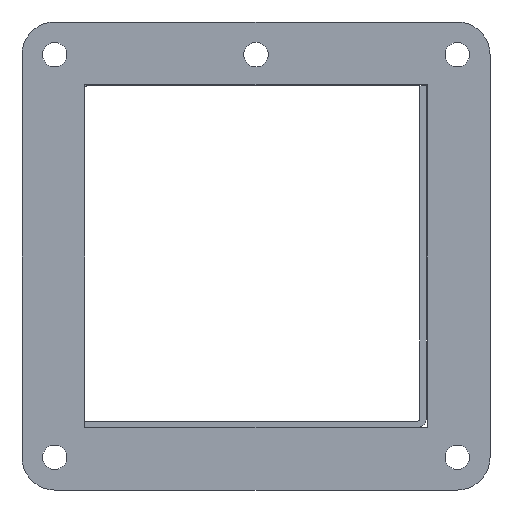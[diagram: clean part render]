
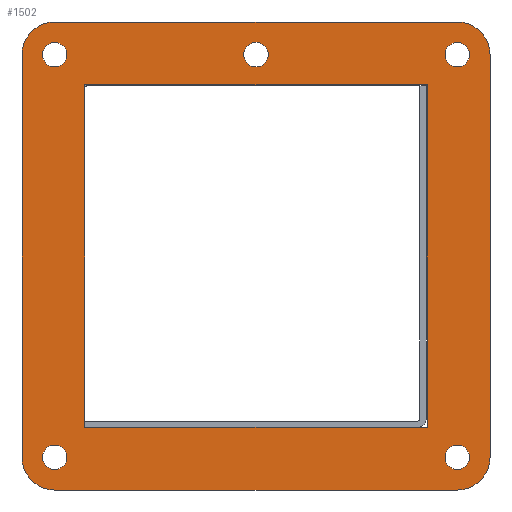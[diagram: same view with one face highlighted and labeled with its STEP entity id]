
A CAD part, front view. The second image highlights one B-rep face of the part: STEP entity #1502.
In plain terms, the highlighted planar face has unit normal (0, -1, 0).
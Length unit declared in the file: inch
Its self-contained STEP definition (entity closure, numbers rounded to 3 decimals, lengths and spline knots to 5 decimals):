
#28 = CARTESIAN_POINT ( 'NONE',  ( 4.011, -0.125, -0.058 ) ) ;
#29 = FACE_BOUND ( 'NONE', #753, .T. ) ;
#35 = VERTEX_POINT ( 'NONE', #1825 ) ;
#42 = ORIENTED_EDGE ( 'NONE', *, *, #816, .T. ) ;
#43 = CIRCLE ( 'NONE', #997, 0.1405 ) ;
#46 = CARTESIAN_POINT ( 'NONE',  ( -0.271, -0.125, -4.34 ) ) ;
#50 = DIRECTION ( 'NONE',  ( -1., 0., 0. ) ) ;
#51 = DIRECTION ( 'NONE',  ( 0., 0., 1. ) ) ;
#59 = CARTESIAN_POINT ( 'NONE',  ( -0.271, -0.125, -3.997 ) ) ;
#69 = CARTESIAN_POINT ( 'NONE',  ( 4.354, -0.125, -4.4805 ) ) ;
#74 = CIRCLE ( 'NONE', #217, 0.375 ) ;
#117 = VERTEX_POINT ( 'NONE', #133 ) ;
#123 = DIRECTION ( 'NONE',  ( 0., -1., 0. ) ) ;
#133 = CARTESIAN_POINT ( 'NONE',  ( 4.354, -0.125, -4.715 ) ) ;
#134 = ORIENTED_EDGE ( 'NONE', *, *, #1564, .T. ) ;
#139 = DIRECTION ( 'NONE',  ( 0., 0., -1. ) ) ;
#148 = DIRECTION ( 'NONE',  ( 0., 0., -1. ) ) ;
#163 = CIRCLE ( 'NONE', #1240, 0.1405 ) ;
#181 = DIRECTION ( 'NONE',  ( 0., -1., 0. ) ) ;
#200 = DIRECTION ( 'NONE',  ( 0., 0., -1. ) ) ;
#217 = AXIS2_PLACEMENT_3D ( 'NONE', #881, #1465, #743 ) ;
#222 = EDGE_LOOP ( 'NONE', ( #405 ) ) ;
#225 = VECTOR ( 'NONE', #718, 39.37008 ) ;
#236 = ORIENTED_EDGE ( 'NONE', *, *, #1092, .T. ) ;
#244 = CARTESIAN_POINT ( 'NONE',  ( -0.271, -0.125, 0.66 ) ) ;
#285 = VECTOR ( 'NONE', #482, 39.37008 ) ;
#288 = CARTESIAN_POINT ( 'NONE',  ( -0.271, -0.125, -0.058 ) ) ;
#300 = CARTESIAN_POINT ( 'NONE',  ( -0.646, -0.125, 0.285 ) ) ;
#304 = LINE ( 'NONE', #468, #1034 ) ;
#317 = DIRECTION ( 'NONE',  ( 0., 0., 1. ) ) ;
#318 = CARTESIAN_POINT ( 'NONE',  ( -0.271, -0.125, 0.285 ) ) ;
#319 = LINE ( 'NONE', #1758, #1513 ) ;
#328 = CARTESIAN_POINT ( 'NONE',  ( -0.271, -0.125, 0.66 ) ) ;
#329 = VERTEX_POINT ( 'NONE', #667 ) ;
#349 = AXIS2_PLACEMENT_3D ( 'NONE', #681, #123, #692 ) ;
#356 = ORIENTED_EDGE ( 'NONE', *, *, #937, .T. ) ;
#372 = CARTESIAN_POINT ( 'NONE',  ( 4.729, -0.125, -4.34 ) ) ;
#380 = ORIENTED_EDGE ( 'NONE', *, *, #429, .T. ) ;
#389 = VERTEX_POINT ( 'NONE', #1690 ) ;
#405 = ORIENTED_EDGE ( 'NONE', *, *, #882, .T. ) ;
#410 = ORIENTED_EDGE ( 'NONE', *, *, #1839, .T. ) ;
#411 = CARTESIAN_POINT ( 'NONE',  ( 4.354, -0.125, -4.34 ) ) ;
#420 = CARTESIAN_POINT ( 'NONE',  ( 4.354, -0.125, 0.285 ) ) ;
#429 = EDGE_CURVE ( 'NONE', #117, #329, #525, .T. ) ;
#438 = AXIS2_PLACEMENT_3D ( 'NONE', #420, #1600, #317 ) ;
#441 = CIRCLE ( 'NONE', #1100, 0.1405 ) ;
#468 = CARTESIAN_POINT ( 'NONE',  ( -0.271, -0.125, -4.715 ) ) ;
#481 = EDGE_CURVE ( 'NONE', #776, #776, #858, .T. ) ;
#482 = DIRECTION ( 'NONE',  ( 0., 0., 1. ) ) ;
#485 = LINE ( 'NONE', #372, #1195 ) ;
#487 = AXIS2_PLACEMENT_3D ( 'NONE', #46, #181, #1325 ) ;
#498 = ORIENTED_EDGE ( 'NONE', *, *, #1425, .T. ) ;
#523 = DIRECTION ( 'NONE',  ( -1., 0., 0. ) ) ;
#525 = CIRCLE ( 'NONE', #1788, 0.375 ) ;
#541 = CARTESIAN_POINT ( 'NONE',  ( 4.354, -0.125, 0.285 ) ) ;
#549 = EDGE_LOOP ( 'NONE', ( #564 ) ) ;
#564 = ORIENTED_EDGE ( 'NONE', *, *, #481, .T. ) ;
#565 = EDGE_CURVE ( 'NONE', #798, #389, #319, .T. ) ;
#573 = ORIENTED_EDGE ( 'NONE', *, *, #565, .T. ) ;
#595 = FACE_OUTER_BOUND ( 'NONE', #1541, .T. ) ;
#612 = PLANE ( 'NONE',  #487 ) ;
#622 = EDGE_LOOP ( 'NONE', ( #573, #1203, #1765, #1514 ) ) ;
#623 = CARTESIAN_POINT ( 'NONE',  ( 0.072, -0.125, -0.058 ) ) ;
#648 = LINE ( 'NONE', #781, #285 ) ;
#667 = CARTESIAN_POINT ( 'NONE',  ( 4.729, -0.125, -4.34 ) ) ;
#670 = EDGE_CURVE ( 'NONE', #1126, #798, #1461, .T. ) ;
#681 = CARTESIAN_POINT ( 'NONE',  ( -0.271, -0.125, -4.34 ) ) ;
#692 = DIRECTION ( 'NONE',  ( 0., 0., 1. ) ) ;
#718 = DIRECTION ( 'NONE',  ( 1., 0., 0. ) ) ;
#726 = EDGE_CURVE ( 'NONE', #35, #1071, #797, .T. ) ;
#728 = DIRECTION ( 'NONE',  ( 0., 1., 0. ) ) ;
#743 = DIRECTION ( 'NONE',  ( 0., 0., 1. ) ) ;
#745 = VERTEX_POINT ( 'NONE', #1170 ) ;
#753 = EDGE_LOOP ( 'NONE', ( #236 ) ) ;
#776 = VERTEX_POINT ( 'NONE', #69 ) ;
#781 = CARTESIAN_POINT ( 'NONE',  ( 0.072, -0.125, -4.34 ) ) ;
#797 = CIRCLE ( 'NONE', #438, 0.375 ) ;
#798 = VERTEX_POINT ( 'NONE', #28 ) ;
#808 = ORIENTED_EDGE ( 'NONE', *, *, #726, .T. ) ;
#816 = EDGE_CURVE ( 'NONE', #1802, #1802, #441, .T. ) ;
#827 = ORIENTED_EDGE ( 'NONE', *, *, #832, .T. ) ;
#832 = EDGE_CURVE ( 'NONE', #1404, #1290, #1721, .T. ) ;
#854 = DIRECTION ( 'NONE',  ( 0., 1., 0. ) ) ;
#857 = EDGE_LOOP ( 'NONE', ( #498 ) ) ;
#858 = CIRCLE ( 'NONE', #1545, 0.1405 ) ;
#870 = CARTESIAN_POINT ( 'NONE',  ( 4.354, -0.125, -4.34 ) ) ;
#873 = DIRECTION ( 'NONE',  ( 1., 0., 0. ) ) ;
#881 = CARTESIAN_POINT ( 'NONE',  ( -0.271, -0.125, 0.285 ) ) ;
#882 = EDGE_CURVE ( 'NONE', #1500, #1500, #1400, .T. ) ;
#937 = EDGE_CURVE ( 'NONE', #1290, #1681, #1669, .T. ) ;
#981 = DIRECTION ( 'NONE',  ( 0., -1., 0. ) ) ;
#982 = CARTESIAN_POINT ( 'NONE',  ( -0.646, -0.125, -4.34 ) ) ;
#997 = AXIS2_PLACEMENT_3D ( 'NONE', #318, #728, #1585 ) ;
#1005 = VECTOR ( 'NONE', #1267, 39.37008 ) ;
#1034 = VECTOR ( 'NONE', #873, 39.37008 ) ;
#1042 = DIRECTION ( 'NONE',  ( 0., 1., 0. ) ) ;
#1059 = CARTESIAN_POINT ( 'NONE',  ( 2.041, -0.125, 0.1445 ) ) ;
#1071 = VERTEX_POINT ( 'NONE', #1614 ) ;
#1092 = EDGE_CURVE ( 'NONE', #1508, #1508, #163, .T. ) ;
#1100 = AXIS2_PLACEMENT_3D ( 'NONE', #541, #854, #1429 ) ;
#1103 = ORIENTED_EDGE ( 'NONE', *, *, #1645, .T. ) ;
#1126 = VERTEX_POINT ( 'NONE', #623 ) ;
#1140 = EDGE_CURVE ( 'NONE', #745, #1126, #648, .T. ) ;
#1153 = VECTOR ( 'NONE', #523, 39.37008 ) ;
#1155 = DIRECTION ( 'NONE',  ( 0., 0., -1. ) ) ;
#1170 = CARTESIAN_POINT ( 'NONE',  ( 0.072, -0.125, -3.997 ) ) ;
#1171 = FACE_BOUND ( 'NONE', #549, .T. ) ;
#1178 = FACE_BOUND ( 'NONE', #1608, .T. ) ;
#1195 = VECTOR ( 'NONE', #51, 39.37008 ) ;
#1203 = ORIENTED_EDGE ( 'NONE', *, *, #1706, .T. ) ;
#1219 = VERTEX_POINT ( 'NONE', #1795 ) ;
#1240 = AXIS2_PLACEMENT_3D ( 'NONE', #1656, #1798, #200 ) ;
#1246 = DIRECTION ( 'NONE',  ( 0., 1., 0. ) ) ;
#1267 = DIRECTION ( 'NONE',  ( 0., 0., -1. ) ) ;
#1290 = VERTEX_POINT ( 'NONE', #1828 ) ;
#1319 = FACE_BOUND ( 'NONE', #857, .T. ) ;
#1325 = DIRECTION ( 'NONE',  ( 0., 0., -1. ) ) ;
#1335 = AXIS2_PLACEMENT_3D ( 'NONE', #1701, #1246, #139 ) ;
#1358 = VECTOR ( 'NONE', #50, 39.37008 ) ;
#1382 = VERTEX_POINT ( 'NONE', #244 ) ;
#1400 = CIRCLE ( 'NONE', #1335, 0.1405 ) ;
#1404 = VERTEX_POINT ( 'NONE', #300 ) ;
#1425 = EDGE_CURVE ( 'NONE', #1219, #1219, #43, .T. ) ;
#1429 = DIRECTION ( 'NONE',  ( 0., 0., -1. ) ) ;
#1461 = LINE ( 'NONE', #288, #225 ) ;
#1462 = FACE_BOUND ( 'NONE', #622, .T. ) ;
#1465 = DIRECTION ( 'NONE',  ( 0., -1., 0. ) ) ;
#1500 = VERTEX_POINT ( 'NONE', #1059 ) ;
#1502 = ADVANCED_FACE ( 'NONE', ( #1319, #29, #1178, #595, #1171, #1748, #1462 ), #612, .T. ) ;
#1506 = LINE ( 'NONE', #59, #1153 ) ;
#1508 = VERTEX_POINT ( 'NONE', #1635 ) ;
#1513 = VECTOR ( 'NONE', #148, 39.37008 ) ;
#1514 = ORIENTED_EDGE ( 'NONE', *, *, #670, .T. ) ;
#1541 = EDGE_LOOP ( 'NONE', ( #1820, #827, #356, #134, #380, #410, #808, #1103 ) ) ;
#1545 = AXIS2_PLACEMENT_3D ( 'NONE', #870, #1042, #1155 ) ;
#1564 = EDGE_CURVE ( 'NONE', #1681, #117, #304, .T. ) ;
#1585 = DIRECTION ( 'NONE',  ( 0., 0., -1. ) ) ;
#1600 = DIRECTION ( 'NONE',  ( 0., -1., 0. ) ) ;
#1608 = EDGE_LOOP ( 'NONE', ( #42 ) ) ;
#1614 = CARTESIAN_POINT ( 'NONE',  ( 4.354, -0.125, 0.66 ) ) ;
#1616 = LINE ( 'NONE', #328, #1358 ) ;
#1621 = EDGE_CURVE ( 'NONE', #1382, #1404, #74, .T. ) ;
#1635 = CARTESIAN_POINT ( 'NONE',  ( -0.271, -0.125, -4.4805 ) ) ;
#1645 = EDGE_CURVE ( 'NONE', #1071, #1382, #1616, .T. ) ;
#1656 = CARTESIAN_POINT ( 'NONE',  ( -0.271, -0.125, -4.34 ) ) ;
#1669 = CIRCLE ( 'NONE', #349, 0.375 ) ;
#1681 = VERTEX_POINT ( 'NONE', #1793 ) ;
#1690 = CARTESIAN_POINT ( 'NONE',  ( 4.011, -0.125, -3.997 ) ) ;
#1701 = CARTESIAN_POINT ( 'NONE',  ( 2.041, -0.125, 0.285 ) ) ;
#1706 = EDGE_CURVE ( 'NONE', #389, #745, #1506, .T. ) ;
#1721 = LINE ( 'NONE', #982, #1005 ) ;
#1748 = FACE_BOUND ( 'NONE', #222, .T. ) ;
#1758 = CARTESIAN_POINT ( 'NONE',  ( 4.011, -0.125, -4.34 ) ) ;
#1765 = ORIENTED_EDGE ( 'NONE', *, *, #1140, .T. ) ;
#1776 = CARTESIAN_POINT ( 'NONE',  ( 4.354, -0.125, 0.1445 ) ) ;
#1788 = AXIS2_PLACEMENT_3D ( 'NONE', #411, #981, #1840 ) ;
#1793 = CARTESIAN_POINT ( 'NONE',  ( -0.271, -0.125, -4.715 ) ) ;
#1795 = CARTESIAN_POINT ( 'NONE',  ( -0.271, -0.125, 0.1445 ) ) ;
#1798 = DIRECTION ( 'NONE',  ( 0., 1., 0. ) ) ;
#1802 = VERTEX_POINT ( 'NONE', #1776 ) ;
#1820 = ORIENTED_EDGE ( 'NONE', *, *, #1621, .T. ) ;
#1825 = CARTESIAN_POINT ( 'NONE',  ( 4.729, -0.125, 0.285 ) ) ;
#1828 = CARTESIAN_POINT ( 'NONE',  ( -0.646, -0.125, -4.34 ) ) ;
#1839 = EDGE_CURVE ( 'NONE', #329, #35, #485, .T. ) ;
#1840 = DIRECTION ( 'NONE',  ( 0., 0., 1. ) ) ;
